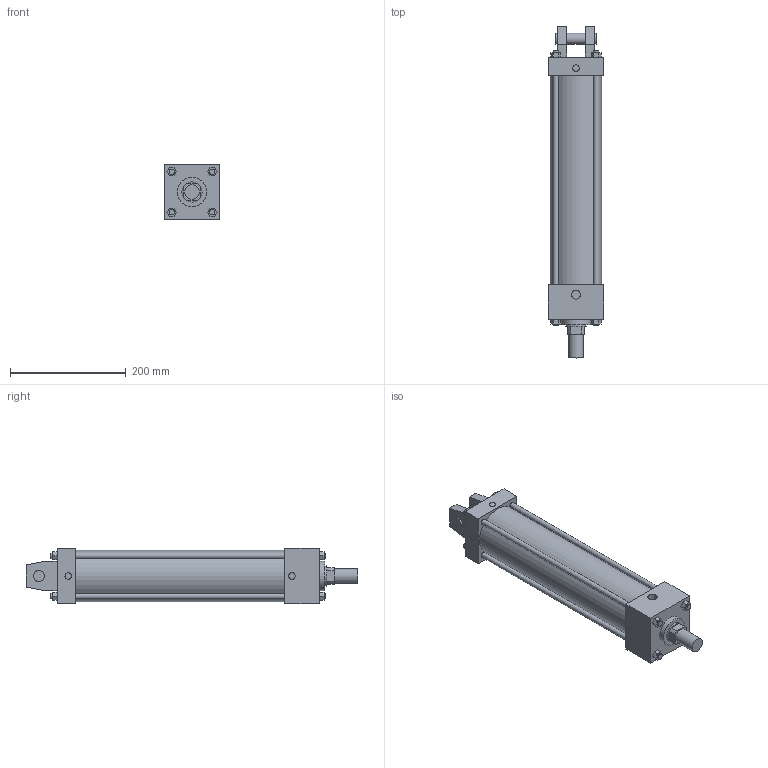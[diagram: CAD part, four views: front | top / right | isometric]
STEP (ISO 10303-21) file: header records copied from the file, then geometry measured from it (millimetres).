
FILE_DESCRIPTION((' Parasolid data model '),'2;1');
FILE_NAME('GSSL','1999-12-15T14:50:56+00:00',(' GSSL '),(' GSSL Pune '),'','GSSL Pune','Author');
FILE_SCHEMA(('CONFIG_CONTROL_DESIGN'));
Length unit declared in the file: millimetre
Bounding box: 95.25 x 574.67 x 95.25 mm (x, y, z)
Surface area: 229287.2 mm2 (no closed solid volume)
Topology: 0 solids, 9 shells, 139 faces, 360 edges, 257 vertices
Faces by surface type: plane 108, cylinder 31
Full cylindrical faces by diameter (mm): 9.525 x12, 11.113 x6, 15.926 x2, 19.05 x3, 25.4 x1, 34.925 x1, 50.8 x1, 88.9 x1
Entity records: 4433 total; most frequent: CARTESIAN_POINT 787, DIRECTION 692, ORIENTED_EDGE 617, EDGE_CURVE 370, LINE 302, VECTOR 302, VERTEX_POINT 290, EDGE_LOOP 222
